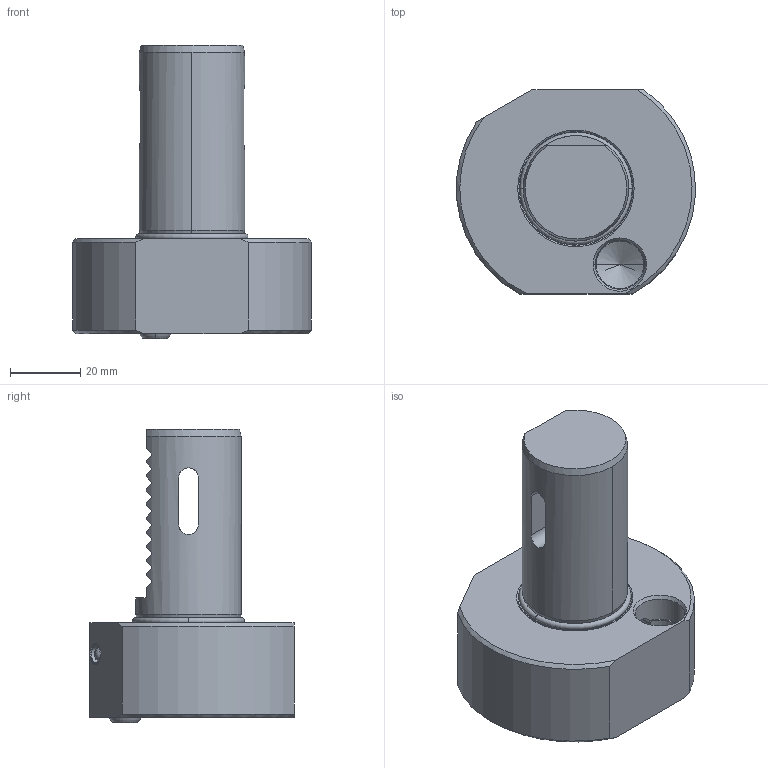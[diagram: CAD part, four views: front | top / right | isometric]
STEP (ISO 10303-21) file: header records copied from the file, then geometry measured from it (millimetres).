
FILE_DESCRIPTION((''),'2;1');
FILE_NAME('309_07_01','2020-09-29T',('101107'),(''),'CREO PARAMETRIC BY PTC INC, 2016260','CREO PARAMETRIC BY PTC INC, 2016260','');
FILE_SCHEMA(('CONFIG_CONTROL_DESIGN'));
Length unit declared in the file: millimetre
Products named in the file (1): 309_07_01
Bounding box: 67.84 x 58 x 83.5 mm (x, y, z)
Volume: 114142.7 mm3; surface area: 23379.1 mm2
Topology: 1 solids, 5 shells, 222 faces, 562 edges, 345 vertices
Faces by surface type: cone 84, plane 69, cylinder 53, torus 10, sphere 6
Entity records: 7222 total; most frequent: CARTESIAN_POINT 1957, ORIENTED_EDGE 1104, DIRECTION 1080, EDGE_CURVE 552, AXIS2_PLACEMENT_3D 428, VERTEX_POINT 345, EDGE_LOOP 241, VECTOR 224
